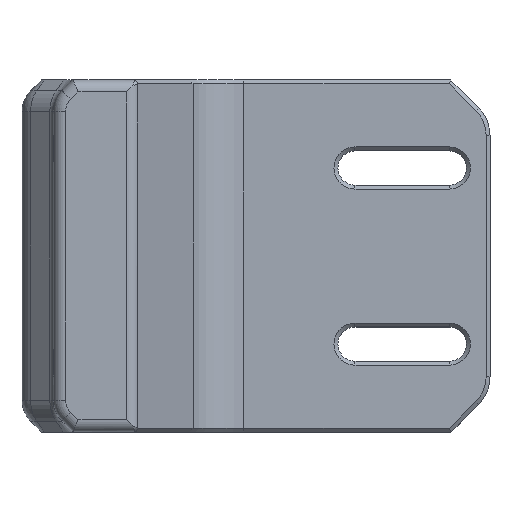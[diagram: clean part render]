
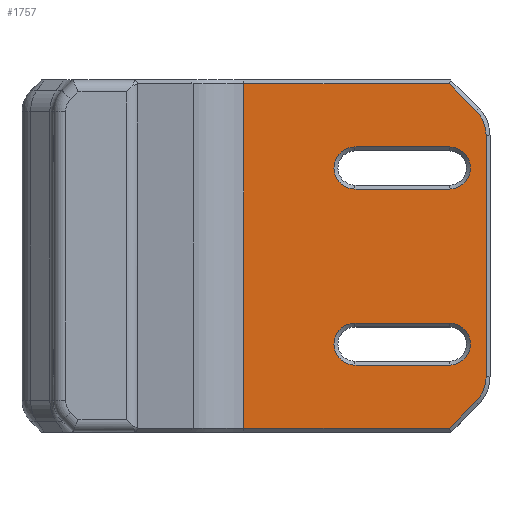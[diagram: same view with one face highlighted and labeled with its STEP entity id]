
A CAD part, top view. The second image highlights one B-rep face of the part: STEP entity #1757.
In plain terms, the highlighted planar face has unit normal (0, 0, 1).
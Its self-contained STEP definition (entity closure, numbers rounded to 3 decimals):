
#37=FACE_BOUND('',#287,.T.);
#38=FACE_BOUND('',#288,.T.);
#78=CIRCLE('',#1894,2.15);
#80=CIRCLE('',#1898,2.15);
#81=CIRCLE('',#1901,3.6);
#82=CIRCLE('',#1902,3.6);
#83=CIRCLE('',#1903,2.15);
#84=CIRCLE('',#1904,2.15);
#172=FACE_OUTER_BOUND('',#286,.T.);
#286=EDGE_LOOP('',(#1244,#1245,#1246,#1247,#1248,#1249,#1250,#1251));
#287=EDGE_LOOP('',(#1252,#1253,#1254,#1255));
#288=EDGE_LOOP('',(#1256,#1257,#1258,#1259));
#415=LINE('',#2721,#595);
#419=LINE('',#2732,#599);
#422=LINE('',#2741,#602);
#423=LINE('',#2743,#603);
#424=LINE('',#2745,#604);
#425=LINE('',#2747,#605);
#426=LINE('',#2751,#606);
#427=LINE('',#2754,#607);
#428=LINE('',#2759,#608);
#429=LINE('',#2762,#609);
#595=VECTOR('',#2148,10.);
#599=VECTOR('',#2160,10.);
#602=VECTOR('',#2171,10.);
#603=VECTOR('',#2172,10.);
#604=VECTOR('',#2173,10.);
#605=VECTOR('',#2174,10.);
#606=VECTOR('',#2177,10.);
#607=VECTOR('',#2180,10.);
#608=VECTOR('',#2183,10.);
#609=VECTOR('',#2186,10.);
#776=VERTEX_POINT('',#2718);
#777=VERTEX_POINT('',#2720);
#779=VERTEX_POINT('',#2725);
#780=VERTEX_POINT('',#2730);
#781=VERTEX_POINT('',#2739);
#782=VERTEX_POINT('',#2740);
#783=VERTEX_POINT('',#2742);
#784=VERTEX_POINT('',#2744);
#785=VERTEX_POINT('',#2746);
#786=VERTEX_POINT('',#2748);
#787=VERTEX_POINT('',#2750);
#788=VERTEX_POINT('',#2752);
#789=VERTEX_POINT('',#2755);
#790=VERTEX_POINT('',#2756);
#791=VERTEX_POINT('',#2758);
#792=VERTEX_POINT('',#2760);
#941=EDGE_CURVE('',#776,#777,#415,.T.);
#944=EDGE_CURVE('',#779,#776,#78,.T.);
#947=EDGE_CURVE('',#780,#779,#419,.T.);
#949=EDGE_CURVE('',#777,#780,#80,.T.);
#951=EDGE_CURVE('',#781,#782,#422,.T.);
#952=EDGE_CURVE('',#783,#781,#423,.T.);
#953=EDGE_CURVE('',#784,#783,#424,.T.);
#954=EDGE_CURVE('',#785,#784,#425,.T.);
#955=EDGE_CURVE('',#786,#785,#81,.T.);
#956=EDGE_CURVE('',#787,#786,#426,.T.);
#957=EDGE_CURVE('',#788,#787,#82,.T.);
#958=EDGE_CURVE('',#782,#788,#427,.T.);
#959=EDGE_CURVE('',#789,#790,#83,.T.);
#960=EDGE_CURVE('',#791,#789,#428,.T.);
#961=EDGE_CURVE('',#792,#791,#84,.T.);
#962=EDGE_CURVE('',#790,#792,#429,.T.);
#1244=ORIENTED_EDGE('',*,*,#951,.F.);
#1245=ORIENTED_EDGE('',*,*,#952,.F.);
#1246=ORIENTED_EDGE('',*,*,#953,.F.);
#1247=ORIENTED_EDGE('',*,*,#954,.F.);
#1248=ORIENTED_EDGE('',*,*,#955,.F.);
#1249=ORIENTED_EDGE('',*,*,#956,.F.);
#1250=ORIENTED_EDGE('',*,*,#957,.F.);
#1251=ORIENTED_EDGE('',*,*,#958,.F.);
#1252=ORIENTED_EDGE('',*,*,#959,.F.);
#1253=ORIENTED_EDGE('',*,*,#960,.F.);
#1254=ORIENTED_EDGE('',*,*,#961,.F.);
#1255=ORIENTED_EDGE('',*,*,#962,.F.);
#1256=ORIENTED_EDGE('',*,*,#941,.F.);
#1257=ORIENTED_EDGE('',*,*,#944,.F.);
#1258=ORIENTED_EDGE('',*,*,#947,.F.);
#1259=ORIENTED_EDGE('',*,*,#949,.F.);
#1689=PLANE('',#1900);
#1757=ADVANCED_FACE('',(#172,#37,#38),#1689,.T.);
#1894=AXIS2_PLACEMENT_3D('',#2727,#2153,#2154);
#1898=AXIS2_PLACEMENT_3D('',#2735,#2164,#2165);
#1900=AXIS2_PLACEMENT_3D('',#2738,#2169,#2170);
#1901=AXIS2_PLACEMENT_3D('',#2749,#2175,#2176);
#1902=AXIS2_PLACEMENT_3D('',#2753,#2178,#2179);
#1903=AXIS2_PLACEMENT_3D('',#2757,#2181,#2182);
#1904=AXIS2_PLACEMENT_3D('',#2761,#2184,#2185);
#2148=DIRECTION('',(-1.,0.,0.));
#2153=DIRECTION('center_axis',(0.,0.,
1.));
#2154=DIRECTION('ref_axis',(1.,0.,0.));
#2160=DIRECTION('',(1.,0.,0.));
#2164=DIRECTION('center_axis',(0.,0.,
1.));
#2165=DIRECTION('ref_axis',(0.,1.,0.));
#2169=DIRECTION('center_axis',(0.,0.,
1.));
#2170=DIRECTION('ref_axis',(-1.,0.,0.));
#2171=DIRECTION('',(1.,0.,0.));
#2172=DIRECTION('',(0.,1.,0.));
#2173=DIRECTION('',(-1.,0.,0.));
#2174=DIRECTION('',(-0.707,-0.707,0.));
#2175=DIRECTION('center_axis',(0.,0.,
-1.));
#2176=DIRECTION('ref_axis',(0.924,-0.383,0.));
#2177=DIRECTION('',(0.,-1.,0.));
#2178=DIRECTION('center_axis',(0.,0.,
-1.));
#2179=DIRECTION('ref_axis',(0.924,0.383,0.));
#2180=DIRECTION('',(0.707,-0.707,0.));
#2181=DIRECTION('center_axis',(0.,0.,
1.));
#2182=DIRECTION('ref_axis',(0.,1.,0.));
#2183=DIRECTION('',(-1.,0.,0.));
#2184=DIRECTION('center_axis',(0.,0.,
1.));
#2185=DIRECTION('ref_axis',(1.,0.,0.));
#2186=DIRECTION('',(1.,0.,0.));
#2718=CARTESIAN_POINT('',(487.828,95.421,30.196));
#2720=CARTESIAN_POINT('',(478.178,95.421,30.196));
#2721=CARTESIAN_POINT('',(476.368,95.421,30.196));
#2725=CARTESIAN_POINT('',(487.828,91.121,30.196));
#2727=CARTESIAN_POINT('Origin',(487.828,93.271,30.196));
#2730=CARTESIAN_POINT('',(478.178,91.121,30.196));
#2732=CARTESIAN_POINT('',(476.193,91.121,30.196));
#2735=CARTESIAN_POINT('Origin',(478.178,93.271,30.196));
#2738=CARTESIAN_POINT('Origin',(469.558,102.271,30.196));
#2739=CARTESIAN_POINT('',(466.816,119.871,30.196));
#2740=CARTESIAN_POINT('',(487.813,119.871,30.196));
#2741=CARTESIAN_POINT('',(482.268,119.871,30.196));
#2742=CARTESIAN_POINT('',(466.816,84.671,30.196));
#2743=CARTESIAN_POINT('',(466.816,94.471,30.196));
#2744=CARTESIAN_POINT('',(487.813,84.671,30.196));
#2745=CARTESIAN_POINT('',(462.848,84.671,30.196));
#2746=CARTESIAN_POINT('',(490.524,87.382,30.196));
#2747=CARTESIAN_POINT('',(489.34,86.199,30.196));
#2748=CARTESIAN_POINT('',(491.578,89.928,30.196));
#2749=CARTESIAN_POINT('Origin',(487.978,89.928,30.196));
#2750=CARTESIAN_POINT('',(491.578,114.614,30.196));
#2751=CARTESIAN_POINT('',(491.578,94.471,30.196));
#2752=CARTESIAN_POINT('',(490.524,117.16,30.196));
#2753=CARTESIAN_POINT('Origin',(487.978,114.614,30.196));
#2754=CARTESIAN_POINT('',(489.34,118.343,30.196));
#2755=CARTESIAN_POINT('',(478.178,113.421,30.196));
#2756=CARTESIAN_POINT('',(478.178,109.121,30.196));
#2757=CARTESIAN_POINT('Origin',(478.178,111.271,30.196));
#2758=CARTESIAN_POINT('',(487.828,113.421,30.196));
#2759=CARTESIAN_POINT('',(476.368,113.421,30.196));
#2760=CARTESIAN_POINT('',(487.828,109.121,30.196));
#2761=CARTESIAN_POINT('Origin',(487.828,111.271,30.196));
#2762=CARTESIAN_POINT('',(476.193,109.121,30.196));
